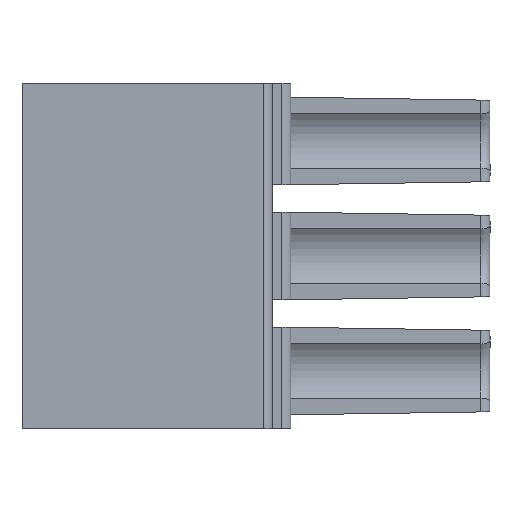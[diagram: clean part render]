
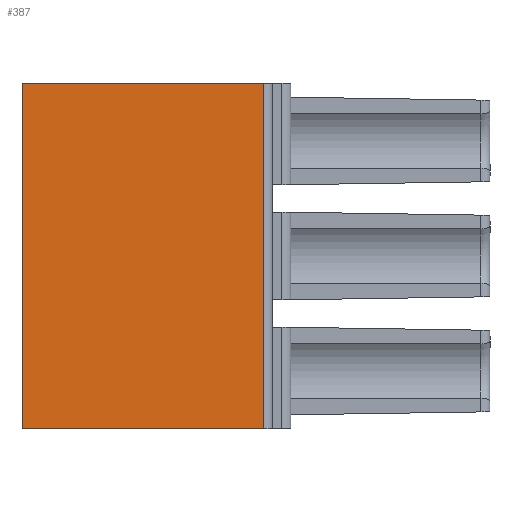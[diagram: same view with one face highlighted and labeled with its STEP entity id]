
A CAD part, front view. The second image highlights one B-rep face of the part: STEP entity #387.
In plain terms, the highlighted planar face has unit normal (0, -1, 0).
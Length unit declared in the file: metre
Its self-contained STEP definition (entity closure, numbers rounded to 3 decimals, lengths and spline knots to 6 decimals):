
#387=ADVANCED_FACE('',(#934),#935,.T.);
#934=FACE_OUTER_BOUND('',#1656,.T.);
#935=PLANE('',#1657);
#1656=EDGE_LOOP('',(#2758,#2759,#2760,#2761));
#1657=AXIS2_PLACEMENT_3D('',#2762,#2763,#2764);
#2758=ORIENTED_EDGE('',*,*,#4486,.F.);
#2759=ORIENTED_EDGE('',*,*,#4516,.F.);
#2760=ORIENTED_EDGE('',*,*,#4479,.T.);
#2761=ORIENTED_EDGE('',*,*,#4517,.T.);
#2762=CARTESIAN_POINT('',(0.006473,0.00051,0.002633));
#2763=DIRECTION('',(0.,-1.0,0.));
#2764=DIRECTION('',(0.0,0.,-1.0));
#4479=EDGE_CURVE('',#5449,#5450,#5451,.T.);
#4486=EDGE_CURVE('',#5461,#5463,#5464,.T.);
#4516=EDGE_CURVE('',#5449,#5461,#5516,.T.);
#4517=EDGE_CURVE('',#5450,#5463,#5517,.T.);
#5449=VERTEX_POINT('',#6843);
#5450=VERTEX_POINT('',#6844);
#5451=LINE('',#6845,#6846);
#5461=VERTEX_POINT('',#6860);
#5463=VERTEX_POINT('',#6862);
#5464=LINE('',#6863,#6864);
#5516=LINE('',#6938,#6939);
#5517=LINE('',#6940,#6941);
#6843=CARTESIAN_POINT('',(-0.001527,0.00051,0.003408));
#6844=CARTESIAN_POINT('',(-0.001527,0.00051,-0.008022));
#6845=CARTESIAN_POINT('',(-0.001527,0.00051,0.002633));
#6846=VECTOR('',#8146,1.0);
#6860=CARTESIAN_POINT('',(0.006473,0.00051,0.003408));
#6862=CARTESIAN_POINT('',(0.006473,0.00051,-0.008022));
#6863=CARTESIAN_POINT('',(0.006473,0.00051,0.002633));
#6864=VECTOR('',#8154,1.0);
#6938=CARTESIAN_POINT('',(0.013673,0.00051,0.003408));
#6939=VECTOR('',#8189,1.0);
#6940=CARTESIAN_POINT('',(0.013673,0.00051,-0.008022));
#6941=VECTOR('',#8190,1.0);
#8146=DIRECTION('',(0.,0.,-1.0));
#8154=DIRECTION('',(0.,0.,-1.0));
#8189=DIRECTION('',(1.0,0.,0.));
#8190=DIRECTION('',(1.0,0.,0.));
